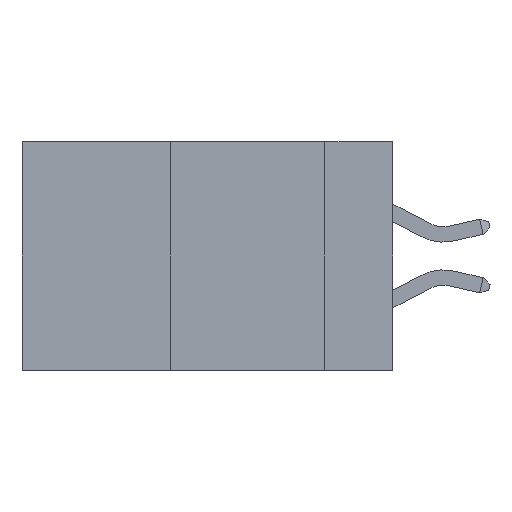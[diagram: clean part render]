
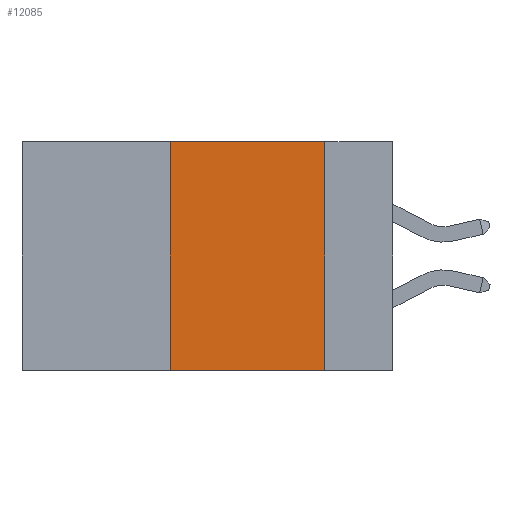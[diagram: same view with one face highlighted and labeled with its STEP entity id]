
A CAD part, left-side view. The second image highlights one B-rep face of the part: STEP entity #12085.
In plain terms, the highlighted planar face has unit normal (-1, 0, 0).
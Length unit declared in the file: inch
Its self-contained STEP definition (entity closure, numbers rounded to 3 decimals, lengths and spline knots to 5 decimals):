
#1259 = FACE_OUTER_BOUND ( 'NONE', #1408, .T. ) ;
#1367 = VERTEX_POINT ( 'NONE', #17850 ) ;
#1408 = EDGE_LOOP ( 'NONE', ( #23816, #20522, #15122, #25680 ) ) ;
#1655 = CARTESIAN_POINT ( 'NONE',  ( 0., 0.36, -0.37 ) ) ;
#2367 = EDGE_CURVE ( 'NONE', #1367, #25319, #27415, .T. ) ;
#2598 = DIRECTION ( 'NONE',  ( 1., 0., 0. ) ) ;
#4104 = DIRECTION ( 'NONE',  ( 0., 0., -1. ) ) ;
#8289 = DIRECTION ( 'NONE',  ( 0., 0., 1. ) ) ;
#8603 = CARTESIAN_POINT ( 'NONE',  ( 0., 0.6, -0.37 ) ) ;
#9813 = EDGE_CURVE ( 'NONE', #9849, #30327, #22543, .T. ) ;
#9849 = VERTEX_POINT ( 'NONE', #1655 ) ;
#10013 = CARTESIAN_POINT ( 'NONE',  ( 0., 0.6, 0. ) ) ;
#11868 = PLANE ( 'NONE',  #21621 ) ;
#12085 = ADVANCED_FACE ( 'NONE', ( #1259 ), #11868, .F. ) ;
#13415 = CARTESIAN_POINT ( 'NONE',  ( 0., 0.36, 0. ) ) ;
#14782 = DIRECTION ( 'NONE',  ( 0., -1., 0. ) ) ;
#15122 = ORIENTED_EDGE ( 'NONE', *, *, #17432, .F. ) ;
#15143 = CARTESIAN_POINT ( 'NONE',  ( 0., 0.11, 0. ) ) ;
#15348 = VECTOR ( 'NONE', #8289, 39.37008 ) ;
#16403 = CARTESIAN_POINT ( 'NONE',  ( 0., 0.6, 0. ) ) ;
#17432 = EDGE_CURVE ( 'NONE', #9849, #1367, #28759, .T. ) ;
#17850 = CARTESIAN_POINT ( 'NONE',  ( 0., 0.36, 0. ) ) ;
#18312 = CARTESIAN_POINT ( 'NONE',  ( 0., 0.11, 0. ) ) ;
#19166 = DIRECTION ( 'NONE',  ( 0., 0., -1. ) ) ;
#20246 = CARTESIAN_POINT ( 'NONE',  ( 0., 0.11, -0.37 ) ) ;
#20522 = ORIENTED_EDGE ( 'NONE', *, *, #2367, .F. ) ;
#21621 = AXIS2_PLACEMENT_3D ( 'NONE', #16403, #2598, #19166 ) ;
#22543 = LINE ( 'NONE', #8603, #28518 ) ;
#22685 = DIRECTION ( 'NONE',  ( 0., -1., 0. ) ) ;
#23816 = ORIENTED_EDGE ( 'NONE', *, *, #26875, .F. ) ;
#25319 = VERTEX_POINT ( 'NONE', #15143 ) ;
#25680 = ORIENTED_EDGE ( 'NONE', *, *, #9813, .T. ) ;
#26623 = VECTOR ( 'NONE', #4104, 39.37008 ) ;
#26875 = EDGE_CURVE ( 'NONE', #25319, #30327, #28169, .T. ) ;
#27415 = LINE ( 'NONE', #10013, #29255 ) ;
#28169 = LINE ( 'NONE', #18312, #26623 ) ;
#28518 = VECTOR ( 'NONE', #22685, 39.37008 ) ;
#28759 = LINE ( 'NONE', #13415, #15348 ) ;
#29255 = VECTOR ( 'NONE', #14782, 39.37008 ) ;
#30327 = VERTEX_POINT ( 'NONE', #20246 ) ;
